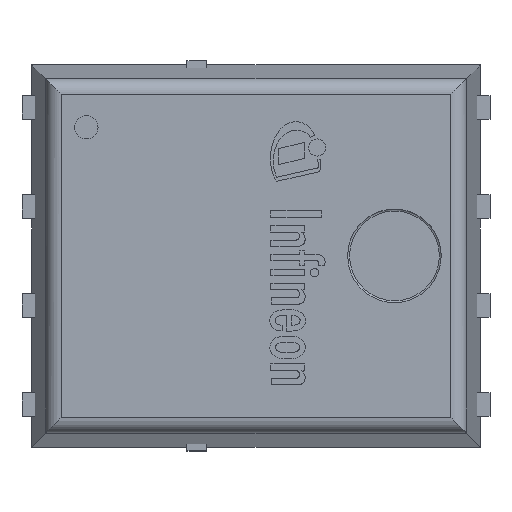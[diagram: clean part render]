
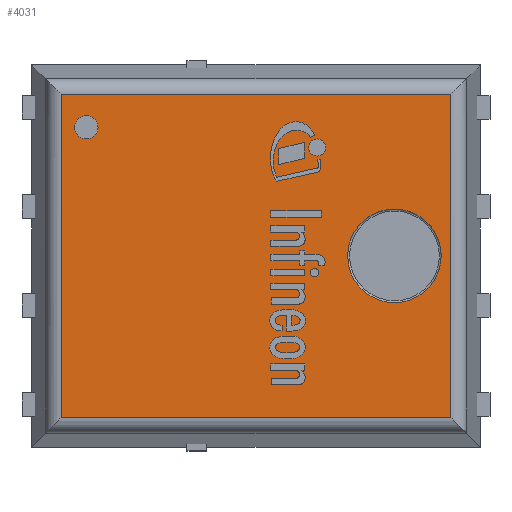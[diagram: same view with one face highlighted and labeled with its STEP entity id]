
A CAD part, top view. The second image highlights one B-rep face of the part: STEP entity #4031.
In plain terms, the highlighted planar face has unit normal (0, 0, 1).
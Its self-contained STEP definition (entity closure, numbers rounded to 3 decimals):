
#125=LINE('',#5563,#650);
#126=LINE('',#5565,#651);
#127=LINE('',#5567,#652);
#128=LINE('',#5568,#653);
#650=VECTOR('',#4559,1000.);
#651=VECTOR('',#4560,1000.);
#652=VECTOR('',#4561,1000.);
#653=VECTOR('',#4562,1000.);
#1167=PLANE('',#4293);
#1384=FACE_BOUND('',#1641,.T.);
#1385=FACE_BOUND('',#1642,.T.);
#1400=FACE_OUTER_BOUND('',#1640,.T.);
#1640=EDGE_LOOP('',(#2885,#2886,#2887,#2888));
#1641=EDGE_LOOP('',(#2889));
#1642=EDGE_LOOP('',(#2890));
#1882=CIRCLE('',#4286,0.15);
#1883=CIRCLE('',#4288,0.6);
#1897=VERTEX_POINT('',#5531);
#1898=VERTEX_POINT('',#5534);
#1907=VERTEX_POINT('',#5561);
#1908=VERTEX_POINT('',#5562);
#1909=VERTEX_POINT('',#5564);
#1910=VERTEX_POINT('',#5566);
#2286=EDGE_CURVE('',#1897,#1897,#1882,.T.);
#2287=EDGE_CURVE('',#1898,#1898,#1883,.T.);
#2300=EDGE_CURVE('',#1907,#1908,#125,.T.);
#2301=EDGE_CURVE('',#1908,#1909,#126,.T.);
#2302=EDGE_CURVE('',#1909,#1910,#127,.T.);
#2303=EDGE_CURVE('',#1910,#1907,#128,.T.);
#2885=ORIENTED_EDGE('',*,*,#2300,.T.);
#2886=ORIENTED_EDGE('',*,*,#2301,.T.);
#2887=ORIENTED_EDGE('',*,*,#2302,.T.);
#2888=ORIENTED_EDGE('',*,*,#2303,.T.);
#2889=ORIENTED_EDGE('',*,*,#2286,.F.);
#2890=ORIENTED_EDGE('',*,*,#2287,.F.);
#4031=ADVANCED_FACE('',(#1400,#1384,#1385),#1167,.T.);
#4286=AXIS2_PLACEMENT_3D('',#5532,#4531,#4532);
#4288=AXIS2_PLACEMENT_3D('',#5535,#4535,#4536);
#4293=AXIS2_PLACEMENT_3D('',#5560,#4557,#4558);
#4531=DIRECTION('center_axis',(0.,0.,1.));
#4532=DIRECTION('ref_axis',(0.,-1.,0.));
#4535=DIRECTION('center_axis',(0.,0.,1.));
#4536=DIRECTION('ref_axis',(0.,-1.,0.));
#4557=DIRECTION('center_axis',(0.,0.,1.));
#4558=DIRECTION('ref_axis',(0.,-1.,0.));
#4559=DIRECTION('',(1.,0.,0.));
#4560=DIRECTION('',(0.,1.,0.));
#4561=DIRECTION('',(-1.,0.,0.));
#4562=DIRECTION('',(0.,-1.,0.));
#5531=CARTESIAN_POINT('',(-2.175,1.5,1.2));
#5532=CARTESIAN_POINT('Origin',(-2.175,1.65,1.2));
#5534=CARTESIAN_POINT('',(1.775,-0.6,1.2));
#5535=CARTESIAN_POINT('Origin',(1.775,0.,1.2));
#5560=CARTESIAN_POINT('Origin',(0.,0.,1.2));
#5561=CARTESIAN_POINT('',(-2.499,-2.074,1.2));
#5562=CARTESIAN_POINT('',(2.499,-2.074,1.2));
#5563=CARTESIAN_POINT('',(2.667,-2.074,1.2));
#5564=CARTESIAN_POINT('',(2.499,2.074,1.2));
#5565=CARTESIAN_POINT('',(2.499,2.242,1.2));
#5566=CARTESIAN_POINT('',(-2.499,2.074,1.2));
#5567=CARTESIAN_POINT('',(-2.667,2.074,1.2));
#5568=CARTESIAN_POINT('',(-2.499,-2.242,1.2));
